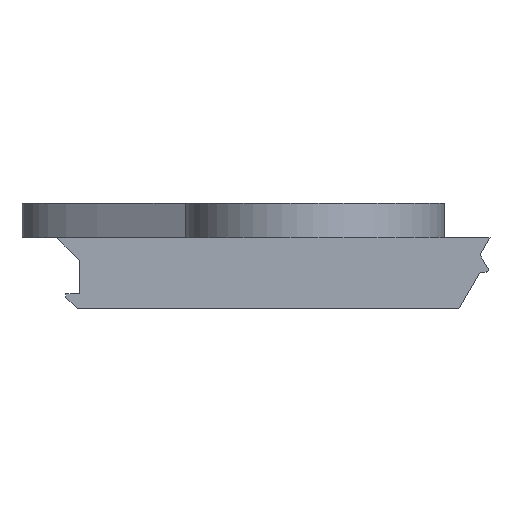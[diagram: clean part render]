
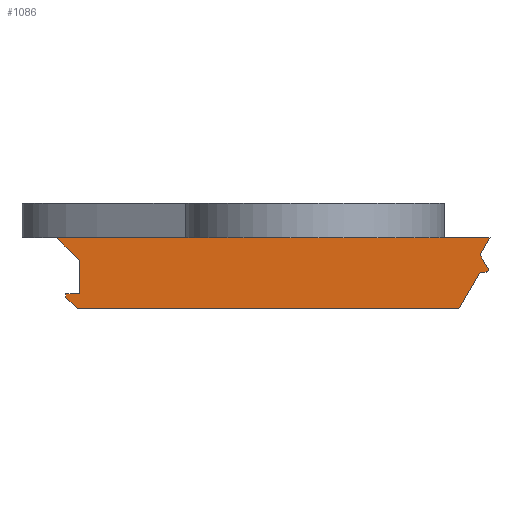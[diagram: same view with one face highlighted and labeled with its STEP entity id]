
A CAD part, left-side view. The second image highlights one B-rep face of the part: STEP entity #1086.
In plain terms, the highlighted planar face has unit normal (-1, 0, 0).
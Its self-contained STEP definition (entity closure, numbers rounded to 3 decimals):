
#29 = CARTESIAN_POINT ( 'NONE',  ( -22., -18.193, -2.7 ) ) ;
#39 = VERTEX_POINT ( 'NONE', #29 ) ;
#41 = EDGE_CURVE ( 'NONE', #690, #54, #91, .T. ) ;
#54 = VERTEX_POINT ( 'NONE', #1392 ) ;
#88 = DIRECTION ( 'NONE',  ( 0., -0.5, 0.866 ) ) ;
#91 = LINE ( 'NONE', #180, #1376 ) ;
#109 = LINE ( 'NONE', #1347, #293 ) ;
#118 = ORIENTED_EDGE ( 'NONE', *, *, #1147, .F. ) ;
#119 = ORIENTED_EDGE ( 'NONE', *, *, #1029, .T. ) ;
#155 = LINE ( 'NONE', #364, #1536 ) ;
#161 = ORIENTED_EDGE ( 'NONE', *, *, #1367, .T. ) ;
#180 = CARTESIAN_POINT ( 'NONE',  ( -22., -17.5, -3. ) ) ;
#209 = VERTEX_POINT ( 'NONE', #1330 ) ;
#258 = CARTESIAN_POINT ( 'NONE',  ( -22., 17.5, -2. ) ) ;
#293 = VECTOR ( 'NONE', #1368, 1000. ) ;
#343 = CIRCLE ( 'NONE', #433, 0.2 ) ;
#364 = CARTESIAN_POINT ( 'NONE',  ( -22., -18.366, 0. ) ) ;
#368 = EDGE_CURVE ( 'NONE', #754, #573, #562, .T. ) ;
#389 = CARTESIAN_POINT ( 'NONE',  ( -22., 17.5, -4.9 ) ) ;
#418 = LINE ( 'NONE', #1416, #1304 ) ;
#433 = AXIS2_PLACEMENT_3D ( 'NONE', #1189, #1320, #1685 ) ;
#434 = LINE ( 'NONE', #389, #463 ) ;
#450 = ORIENTED_EDGE ( 'NONE', *, *, #1238, .T. ) ;
#456 = EDGE_CURVE ( 'NONE', #1190, #1599, #1714, .T. ) ;
#459 = CARTESIAN_POINT ( 'NONE',  ( -22., -15.652, -6.2 ) ) ;
#463 = VECTOR ( 'NONE', #633, 1000. ) ;
#466 = DIRECTION ( 'NONE',  ( 0., 1., 0. ) ) ;
#477 = DIRECTION ( 'NONE',  ( 0., 0., -1. ) ) ;
#504 = EDGE_CURVE ( 'NONE', #1599, #1000, #155, .T. ) ;
#512 = ORIENTED_EDGE ( 'NONE', *, *, #41, .T. ) ;
#550 = EDGE_LOOP ( 'NONE', ( #512, #1251, #1464, #1576, #1363, #118, #854, #119, #450, #1560, #594, #161 ) ) ;
#562 = LINE ( 'NONE', #1441, #1456 ) ;
#572 = PLANE ( 'NONE',  #1687 ) ;
#573 = VERTEX_POINT ( 'NONE', #459 ) ;
#591 = VERTEX_POINT ( 'NONE', #1007 ) ;
#594 = ORIENTED_EDGE ( 'NONE', *, *, #368, .T. ) ;
#633 = DIRECTION ( 'NONE',  ( 0., 1., 0. ) ) ;
#653 = DIRECTION ( 'NONE',  ( 0., 0.5, 0.866 ) ) ;
#666 = CARTESIAN_POINT ( 'NONE',  ( -22., 18.7, -5.2 ) ) ;
#673 = EDGE_CURVE ( 'NONE', #1505, #754, #109, .T. ) ;
#675 = CARTESIAN_POINT ( 'NONE',  ( -22., 0., 0. ) ) ;
#690 = VERTEX_POINT ( 'NONE', #1230 ) ;
#754 = VERTEX_POINT ( 'NONE', #1404 ) ;
#767 = VECTOR ( 'NONE', #88, 1000. ) ;
#782 = CARTESIAN_POINT ( 'NONE',  ( -22., -15.652, -6.2 ) ) ;
#794 = DIRECTION ( 'NONE',  ( 0., 0., -1. ) ) ;
#854 = ORIENTED_EDGE ( 'NONE', *, *, #904, .T. ) ;
#904 = EDGE_CURVE ( 'NONE', #920, #591, #954, .T. ) ;
#906 = EDGE_CURVE ( 'NONE', #39, #1190, #1415, .T. ) ;
#920 = VERTEX_POINT ( 'NONE', #258 ) ;
#930 = DIRECTION ( 'NONE',  ( 1., 0., 0. ) ) ;
#954 = LINE ( 'NONE', #1480, #1058 ) ;
#1000 = VERTEX_POINT ( 'NONE', #1476 ) ;
#1007 = CARTESIAN_POINT ( 'NONE',  ( -22., 17.5, -4.9 ) ) ;
#1029 = EDGE_CURVE ( 'NONE', #591, #209, #434, .T. ) ;
#1039 = CARTESIAN_POINT ( 'NONE',  ( -22., -17.5, -1.5 ) ) ;
#1048 = DIRECTION ( 'NONE',  ( 0., -1., 0. ) ) ;
#1058 = VECTOR ( 'NONE', #1487, 1000. ) ;
#1086 = ADVANCED_FACE ( 'NONE', ( #1669 ), #572, .F. ) ;
#1147 = EDGE_CURVE ( 'NONE', #920, #1000, #1610, .T. ) ;
#1189 = CARTESIAN_POINT ( 'NONE',  ( -22., -18.02, -2.8 ) ) ;
#1190 = VERTEX_POINT ( 'NONE', #1672 ) ;
#1224 = CARTESIAN_POINT ( 'NONE',  ( -22., -18.366, -3. ) ) ;
#1230 = CARTESIAN_POINT ( 'NONE',  ( -22., -17.5, -3. ) ) ;
#1238 = EDGE_CURVE ( 'NONE', #209, #1505, #418, .T. ) ;
#1239 = VECTOR ( 'NONE', #1337, 1000. ) ;
#1251 = ORIENTED_EDGE ( 'NONE', *, *, #1282, .T. ) ;
#1282 = EDGE_CURVE ( 'NONE', #54, #39, #343, .T. ) ;
#1304 = VECTOR ( 'NONE', #477, 1000. ) ;
#1320 = DIRECTION ( 'NONE',  ( -1., 0., 0. ) ) ;
#1330 = CARTESIAN_POINT ( 'NONE',  ( -22., 18.7, -4.9 ) ) ;
#1337 = DIRECTION ( 'NONE',  ( 0., 0.707, 0.707 ) ) ;
#1347 = CARTESIAN_POINT ( 'NONE',  ( -22., 18.7, -5.2 ) ) ;
#1349 = CARTESIAN_POINT ( 'NONE',  ( -22., 17.5, -2. ) ) ;
#1363 = ORIENTED_EDGE ( 'NONE', *, *, #504, .T. ) ;
#1367 = EDGE_CURVE ( 'NONE', #573, #690, #1706, .T. ) ;
#1368 = DIRECTION ( 'NONE',  ( 0., -0.707, -0.707 ) ) ;
#1370 = VECTOR ( 'NONE', #1482, 1000. ) ;
#1373 = VECTOR ( 'NONE', #653, 1000. ) ;
#1376 = VECTOR ( 'NONE', #1626, 1000. ) ;
#1392 = CARTESIAN_POINT ( 'NONE',  ( -22., -18.02, -3. ) ) ;
#1404 = CARTESIAN_POINT ( 'NONE',  ( -22., 17.7, -6.2 ) ) ;
#1415 = LINE ( 'NONE', #1224, #1373 ) ;
#1416 = CARTESIAN_POINT ( 'NONE',  ( -22., 18.7, -4.9 ) ) ;
#1441 = CARTESIAN_POINT ( 'NONE',  ( -22., 18.7, -6.2 ) ) ;
#1456 = VECTOR ( 'NONE', #1048, 1000. ) ;
#1464 = ORIENTED_EDGE ( 'NONE', *, *, #906, .T. ) ;
#1476 = CARTESIAN_POINT ( 'NONE',  ( -22., 19.5, 0. ) ) ;
#1480 = CARTESIAN_POINT ( 'NONE',  ( -22., 17.5, -2. ) ) ;
#1482 = DIRECTION ( 'NONE',  ( 0., -0.5, 0.866 ) ) ;
#1487 = DIRECTION ( 'NONE',  ( 0., 0., -1. ) ) ;
#1505 = VERTEX_POINT ( 'NONE', #666 ) ;
#1536 = VECTOR ( 'NONE', #466, 1000. ) ;
#1549 = CARTESIAN_POINT ( 'NONE',  ( -22., -18.366, 0. ) ) ;
#1560 = ORIENTED_EDGE ( 'NONE', *, *, #673, .T. ) ;
#1576 = ORIENTED_EDGE ( 'NONE', *, *, #456, .T. ) ;
#1599 = VERTEX_POINT ( 'NONE', #1549 ) ;
#1610 = LINE ( 'NONE', #1349, #1239 ) ;
#1626 = DIRECTION ( 'NONE',  ( 0., -1., 0. ) ) ;
#1669 = FACE_OUTER_BOUND ( 'NONE', #550, .T. ) ;
#1672 = CARTESIAN_POINT ( 'NONE',  ( -22., -17.5, -1.5 ) ) ;
#1685 = DIRECTION ( 'NONE',  ( 0., 0., -1. ) ) ;
#1687 = AXIS2_PLACEMENT_3D ( 'NONE', #675, #930, #794 ) ;
#1706 = LINE ( 'NONE', #782, #1370 ) ;
#1714 = LINE ( 'NONE', #1039, #767 ) ;
